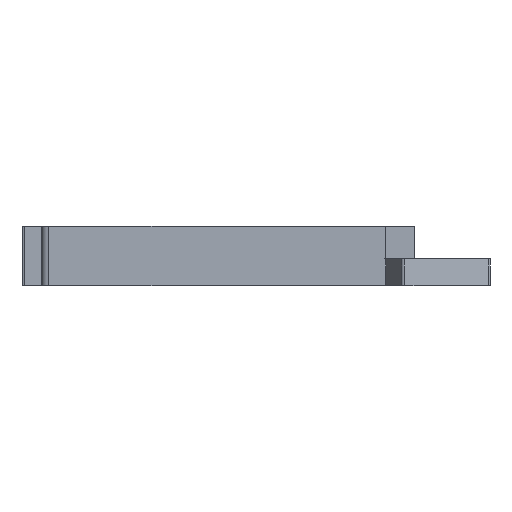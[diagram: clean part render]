
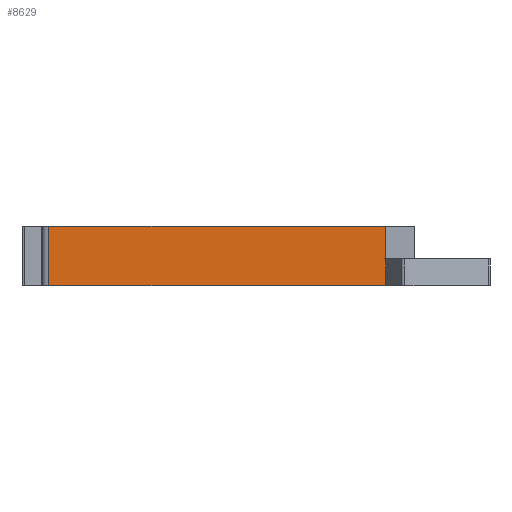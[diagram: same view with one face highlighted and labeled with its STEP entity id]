
A CAD part, left-side view. The second image highlights one B-rep face of the part: STEP entity #8629.
In plain terms, the highlighted planar face has unit normal (-1, 0, 0).
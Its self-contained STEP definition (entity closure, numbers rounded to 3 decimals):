
#624=FACE_OUTER_BOUND('',#1108,.T.);
#1108=EDGE_LOOP('',(#6969,#6970,#6971,#6972,#6973,#6974));
#1615=LINE('',#11945,#2682);
#1806=LINE('',#13052,#2873);
#1860=LINE('',#13188,#2927);
#1866=LINE('',#13203,#2933);
#2032=LINE('',#13678,#3099);
#2033=LINE('',#13679,#3100);
#2682=VECTOR('',#9767,10.);
#2873=VECTOR('',#10116,10.);
#2927=VECTOR('',#10218,10.);
#2933=VECTOR('',#10234,10.);
#3099=VECTOR('',#10622,10.);
#3100=VECTOR('',#10623,10.);
#3676=VERTEX_POINT('',#11942);
#3677=VERTEX_POINT('',#11944);
#3875=VERTEX_POINT('',#13049);
#3876=VERTEX_POINT('',#13051);
#3930=VERTEX_POINT('',#13187);
#3934=VERTEX_POINT('',#13201);
#4575=EDGE_CURVE('',#3677,#3676,#1615,.T.);
#4866=EDGE_CURVE('',#3875,#3876,#1806,.T.);
#4932=EDGE_CURVE('',#3930,#3677,#1860,.T.);
#4940=EDGE_CURVE('',#3934,#3875,#1866,.T.);
#5144=EDGE_CURVE('',#3930,#3934,#2032,.T.);
#5145=EDGE_CURVE('',#3676,#3876,#2033,.T.);
#6969=ORIENTED_EDGE('',*,*,#4940,.F.);
#6970=ORIENTED_EDGE('',*,*,#5144,.F.);
#6971=ORIENTED_EDGE('',*,*,#4932,.T.);
#6972=ORIENTED_EDGE('',*,*,#4575,.T.);
#6973=ORIENTED_EDGE('',*,*,#5145,.T.);
#6974=ORIENTED_EDGE('',*,*,#4866,.F.);
#8189=PLANE('',#9115);
#8629=ADVANCED_FACE('',(#624),#8189,.T.);
#9115=AXIS2_PLACEMENT_3D('',#13677,#10620,#10621);
#9767=DIRECTION('',(0.,1.,0.));
#10116=DIRECTION('',(0.,-1.,0.));
#10218=DIRECTION('',(0.,0.,1.));
#10234=DIRECTION('',(0.,0.,1.));
#10620=DIRECTION('center_axis',(-1.,0.,0.));
#10621=DIRECTION('ref_axis',(0.,-1.,0.));
#10622=DIRECTION('',(0.,1.,0.));
#10623=DIRECTION('',(0.,0.,1.));
#11942=CARTESIAN_POINT('',(162.585,-120.425,3.65));
#11944=CARTESIAN_POINT('',(162.585,-120.425,3.65));
#11945=CARTESIAN_POINT('',(162.585,-70.975,3.65));
#13049=CARTESIAN_POINT('',(162.585,-49.155,10.5));
#13051=CARTESIAN_POINT('',(162.585,-120.425,10.5));
#13052=CARTESIAN_POINT('',(162.585,-47.655,10.5));
#13187=CARTESIAN_POINT('',(162.585,-120.425,-2.));
#13188=CARTESIAN_POINT('',(162.585,-120.425,0.));
#13201=CARTESIAN_POINT('',(162.585,-49.155,-2.));
#13203=CARTESIAN_POINT('',(162.585,-49.155,0.));
#13677=CARTESIAN_POINT('Origin',(162.585,-47.655,0.));
#13678=CARTESIAN_POINT('',(162.585,-47.655,-2.));
#13679=CARTESIAN_POINT('',(162.585,-120.425,0.));
